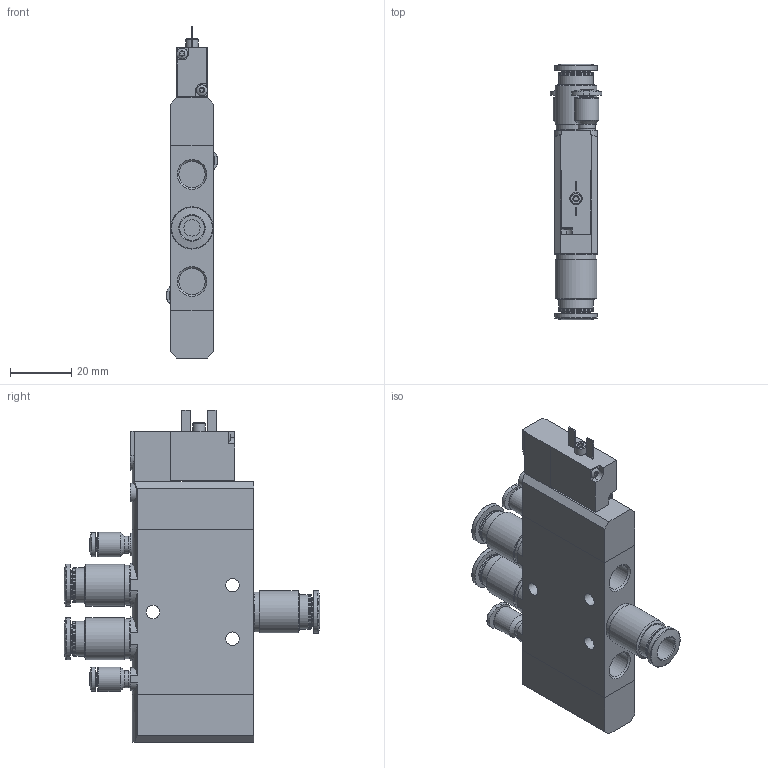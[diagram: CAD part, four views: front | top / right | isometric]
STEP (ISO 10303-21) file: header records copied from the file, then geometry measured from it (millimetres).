
FILE_DESCRIPTION(/* description */ ('STEP AP214'),/* implementation_level */ '2;1');
FILE_NAME(/* name */ '196914_CPE14-M1BH-5LS-QS-8',/* time_stamp */ '2024-08-06T17:57:32+02:00',/* author */ ('License CC BY-ND 4.0'),/* organization */ ('CADENAS'),/* preprocessor_version */ 'ST-DEVELOPER v19.3',/* originating_system */ 'PARTsolutions',/* authorisation */ ' ');
FILE_SCHEMA (('AUTOMOTIVE_DESIGN {1 0 10303 214 3 1 1}'));
Length unit declared in the file: millimetre
Products named in the file (6): 196914 CPE14-M1BH-5LS-QS-8; CPE14-...-5; 186109 QS-G1/8-8-I; CPE14-KMYZ9_M1BH; CPE14-KAPPE_M1BH; 153312 QSM-M3-3-I
Assembly tree (8 placements, depth 2):
  196914 CPE14-M1BH-5LS-QS-8
    CPE14-...-5
    186109 QS-G1/8-8-I  x3
    CPE14-KMYZ9_M1BH
    CPE14-KAPPE_M1BH
    153312 QSM-M3-3-I  x2
Bounding box: 16.8 x 83.6 x 108.5 mm (x, y, z)
Volume: 55966.5 mm3; surface area: 23245.7 mm2
Topology: 8 solids, 8 shells, 357 faces, 813 edges, 517 vertices
Faces by surface type: plane 159, cylinder 123, cone 56, torus 19
Full cylindrical faces by diameter (mm): 1.567 x1, 2 x1, 2.459 x3, 2.5 x1, 3 x4, 3.6 x2, 4 x1, 4.4 x5, 4.55 x1, 5.5 x4, 6 x1, 7.8 x2, 8 x5, 8.566 x5, 9.4 x3, 9.728 x3, 11.4 x6, 12.4 x6, 13 x3, 13.7 x3, 13.8 x3
Entity records: 6949 total; most frequent: CARTESIAN_POINT 1283, DIRECTION 1039, ORIENTED_EDGE 912, EDGE_CURVE 456, AXIS2_PLACEMENT_3D 410, EDGE_LOOP 334, FACE_BOUND 334, VERTEX_POINT 330
